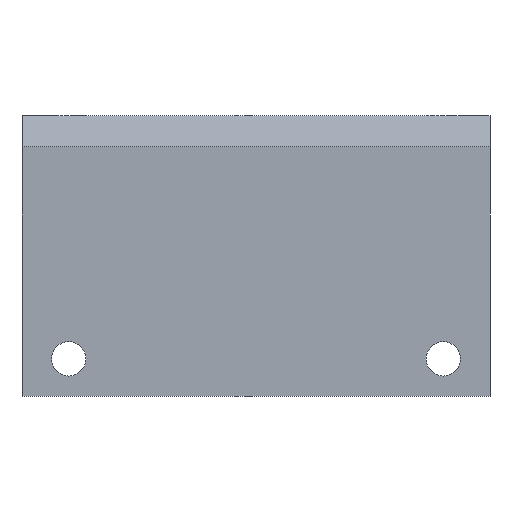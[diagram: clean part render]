
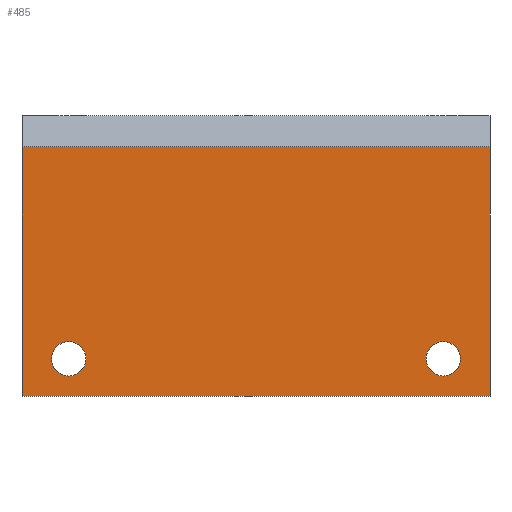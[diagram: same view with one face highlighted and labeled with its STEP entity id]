
A CAD part, front view. The second image highlights one B-rep face of the part: STEP entity #485.
In plain terms, the highlighted planar face has unit normal (0, -1, 0).
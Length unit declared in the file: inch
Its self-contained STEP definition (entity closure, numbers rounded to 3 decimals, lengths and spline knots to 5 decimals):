
#8 = FACE_OUTER_BOUND ( 'NONE', #103, .T. ) ;
#19 = FACE_BOUND ( 'NONE', #269, .T. ) ;
#27 = FACE_BOUND ( 'NONE', #260, .T. ) ;
#101 = CIRCLE ( 'NONE', #370, 0.055 ) ;
#103 = EDGE_LOOP ( 'NONE', ( #130, #173, #172, #221 ) ) ;
#126 = ORIENTED_EDGE ( 'NONE', *, *, #377, .T. ) ;
#127 = ORIENTED_EDGE ( 'NONE', *, *, #445, .T. ) ;
#128 = ORIENTED_EDGE ( 'NONE', *, *, #366, .T. ) ;
#129 = ORIENTED_EDGE ( 'NONE', *, *, #443, .T. ) ;
#130 = ORIENTED_EDGE ( 'NONE', *, *, #355, .F. ) ;
#172 = ORIENTED_EDGE ( 'NONE', *, *, #449, .T. ) ;
#173 = ORIENTED_EDGE ( 'NONE', *, *, #446, .T. ) ;
#221 = ORIENTED_EDGE ( 'NONE', *, *, #447, .T. ) ;
#250 = LINE ( 'NONE', #565, #266 ) ;
#260 = EDGE_LOOP ( 'NONE', ( #129, #126 ) ) ;
#266 = VECTOR ( 'NONE', #580, 39.37008 ) ;
#269 = EDGE_LOOP ( 'NONE', ( #127, #128 ) ) ;
#297 = VECTOR ( 'NONE', #726, 39.37008 ) ;
#301 = VECTOR ( 'NONE', #731, 39.37008 ) ;
#302 = CIRCLE ( 'NONE', #418, 0.055 ) ;
#303 = LINE ( 'NONE', #743, #301 ) ;
#305 = VECTOR ( 'NONE', #736, 39.37008 ) ;
#306 = CIRCLE ( 'NONE', #422, 0.055 ) ;
#308 = LINE ( 'NONE', #737, #305 ) ;
#333 = LINE ( 'NONE', #733, #297 ) ;
#340 = CIRCLE ( 'NONE', #384, 0.055 ) ;
#355 = EDGE_CURVE ( 'NONE', #718, #714, #250, .T. ) ;
#366 = EDGE_CURVE ( 'NONE', #679, #705, #101, .T. ) ;
#370 = AXIS2_PLACEMENT_3D ( 'NONE', #823, #822, #821 ) ;
#377 = EDGE_CURVE ( 'NONE', #637, #645, #340, .T. ) ;
#384 = AXIS2_PLACEMENT_3D ( 'NONE', #799, #798, #797 ) ;
#399 = AXIS2_PLACEMENT_3D ( 'NONE', #623, #605, #604 ) ;
#418 = AXIS2_PLACEMENT_3D ( 'NONE', #746, #740, #739 ) ;
#422 = AXIS2_PLACEMENT_3D ( 'NONE', #749, #745, #744 ) ;
#443 = EDGE_CURVE ( 'NONE', #645, #637, #306, .T. ) ;
#445 = EDGE_CURVE ( 'NONE', #705, #679, #302, .T. ) ;
#446 = EDGE_CURVE ( 'NONE', #718, #660, #308, .T. ) ;
#447 = EDGE_CURVE ( 'NONE', #659, #714, #303, .T. ) ;
#449 = EDGE_CURVE ( 'NONE', #660, #659, #333, .T. ) ;
#485 = ADVANCED_FACE ( 'NONE', ( #27, #19, #8 ), #606, .F. ) ;
#532 = CARTESIAN_POINT ( 'NONE',  ( 0., 0., 0.8 ) ) ;
#533 = CARTESIAN_POINT ( 'NONE',  ( 0., 0., 0. ) ) ;
#535 = CARTESIAN_POINT ( 'NONE',  ( -1.35138, 0., 0.175 ) ) ;
#548 = CARTESIAN_POINT ( 'NONE',  ( -1.35138, 0., 0.065 ) ) ;
#553 = CARTESIAN_POINT ( 'NONE',  ( -1.50138, 0., 0.8 ) ) ;
#554 = CARTESIAN_POINT ( 'NONE',  ( -1.50138, 0., 0. ) ) ;
#561 = CARTESIAN_POINT ( 'NONE',  ( -0.15, 0., 0.065 ) ) ;
#565 = CARTESIAN_POINT ( 'NONE',  ( 0., 0., 0.9 ) ) ;
#566 = CARTESIAN_POINT ( 'NONE',  ( -0.15, 0., 0.175 ) ) ;
#580 = DIRECTION ( 'NONE',  ( 0., 0., -1. ) ) ;
#604 = DIRECTION ( 'NONE',  ( 0., 0., 1. ) ) ;
#605 = DIRECTION ( 'NONE',  ( 0., 1., 0. ) ) ;
#606 = PLANE ( 'NONE',  #399 ) ;
#623 = CARTESIAN_POINT ( 'NONE',  ( 0., 0., 0.9 ) ) ;
#637 = VERTEX_POINT ( 'NONE', #561 ) ;
#645 = VERTEX_POINT ( 'NONE', #566 ) ;
#659 = VERTEX_POINT ( 'NONE', #554 ) ;
#660 = VERTEX_POINT ( 'NONE', #553 ) ;
#679 = VERTEX_POINT ( 'NONE', #548 ) ;
#705 = VERTEX_POINT ( 'NONE', #535 ) ;
#714 = VERTEX_POINT ( 'NONE', #533 ) ;
#718 = VERTEX_POINT ( 'NONE', #532 ) ;
#726 = DIRECTION ( 'NONE',  ( 0., 0., -1. ) ) ;
#731 = DIRECTION ( 'NONE',  ( 1., 0., 0. ) ) ;
#733 = CARTESIAN_POINT ( 'NONE',  ( -1.50138, 0., 0.9 ) ) ;
#736 = DIRECTION ( 'NONE',  ( -1., 0., 0. ) ) ;
#737 = CARTESIAN_POINT ( 'NONE',  ( -1.50138, 0., 0.8 ) ) ;
#739 = DIRECTION ( 'NONE',  ( 0., 0., 1. ) ) ;
#740 = DIRECTION ( 'NONE',  ( 0., 1., 0. ) ) ;
#743 = CARTESIAN_POINT ( 'NONE',  ( 0., 0., 0. ) ) ;
#744 = DIRECTION ( 'NONE',  ( 0., 0., 1. ) ) ;
#745 = DIRECTION ( 'NONE',  ( 0., 1., 0. ) ) ;
#746 = CARTESIAN_POINT ( 'NONE',  ( -1.35138, 0., 0.12 ) ) ;
#749 = CARTESIAN_POINT ( 'NONE',  ( -0.15, 0., 0.12 ) ) ;
#797 = DIRECTION ( 'NONE',  ( 0., 0., 1. ) ) ;
#798 = DIRECTION ( 'NONE',  ( 0., 1., 0. ) ) ;
#799 = CARTESIAN_POINT ( 'NONE',  ( -0.15, 0., 0.12 ) ) ;
#821 = DIRECTION ( 'NONE',  ( 0., 0., 1. ) ) ;
#822 = DIRECTION ( 'NONE',  ( 0., 1., 0. ) ) ;
#823 = CARTESIAN_POINT ( 'NONE',  ( -1.35138, 0., 0.12 ) ) ;
